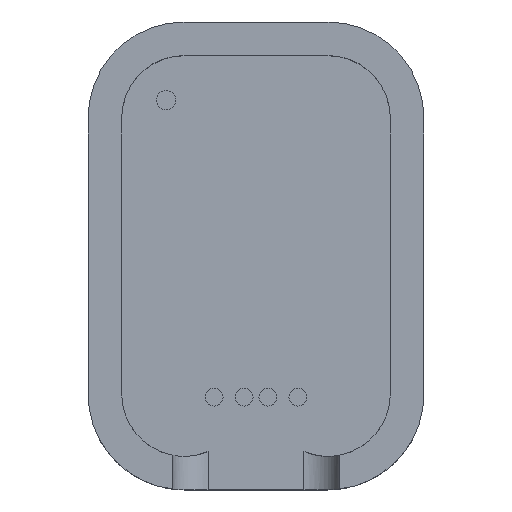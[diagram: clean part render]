
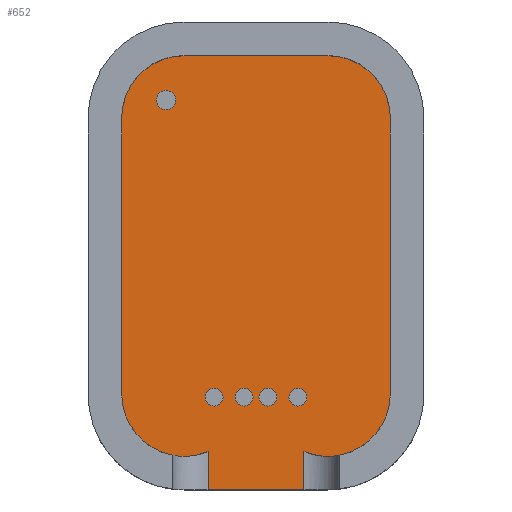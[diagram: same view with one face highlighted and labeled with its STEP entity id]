
A CAD part, top view. The second image highlights one B-rep face of the part: STEP entity #652.
In plain terms, the highlighted planar face has unit normal (0, 0, 1).
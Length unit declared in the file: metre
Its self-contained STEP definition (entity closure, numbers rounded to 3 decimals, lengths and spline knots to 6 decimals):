
#15=PLANE('',#720);
#37=LINE('',#1014,#91);
#43=LINE('',#1037,#97);
#55=LINE('',#1073,#109);
#56=LINE('',#1075,#110);
#57=LINE('',#1079,#111);
#58=LINE('',#1083,#112);
#59=LINE('',#1084,#113);
#60=LINE('',#1085,#114);
#61=LINE('',#1089,#115);
#62=LINE('',#1091,#116);
#91=VECTOR('',#795,1.);
#97=VECTOR('',#813,1.);
#109=VECTOR('',#843,1.);
#110=VECTOR('',#844,1.);
#111=VECTOR('',#847,1.);
#112=VECTOR('',#850,1.);
#113=VECTOR('',#851,1.);
#114=VECTOR('',#852,1.);
#115=VECTOR('',#855,1.);
#116=VECTOR('',#856,1.);
#189=ORIENTED_EDGE('',*,*,#354,.T.);
#190=ORIENTED_EDGE('',*,*,#373,.T.);
#191=ORIENTED_EDGE('',*,*,#374,.T.);
#192=ORIENTED_EDGE('',*,*,#375,.T.);
#193=ORIENTED_EDGE('',*,*,#376,.T.);
#194=ORIENTED_EDGE('',*,*,#377,.T.);
#195=ORIENTED_EDGE('',*,*,#378,.T.);
#196=ORIENTED_EDGE('',*,*,#343,.T.);
#197=ORIENTED_EDGE('',*,*,#379,.T.);
#198=ORIENTED_EDGE('',*,*,#332,.T.);
#199=ORIENTED_EDGE('',*,*,#380,.T.);
#200=ORIENTED_EDGE('',*,*,#381,.T.);
#201=ORIENTED_EDGE('',*,*,#382,.T.);
#202=ORIENTED_EDGE('',*,*,#383,.T.);
#203=ORIENTED_EDGE('',*,*,#384,.F.);
#204=ORIENTED_EDGE('',*,*,#385,.F.);
#205=ORIENTED_EDGE('',*,*,#386,.F.);
#206=ORIENTED_EDGE('',*,*,#387,.F.);
#207=ORIENTED_EDGE('',*,*,#388,.F.);
#332=EDGE_CURVE('',#426,#427,#492,.T.);
#343=EDGE_CURVE('',#437,#438,#37,.T.);
#354=EDGE_CURVE('',#448,#447,#43,.T.);
#373=EDGE_CURVE('',#447,#463,#55,.T.);
#374=EDGE_CURVE('',#463,#464,#56,.T.);
#375=EDGE_CURVE('',#464,#465,#508,.T.);
#376=EDGE_CURVE('',#465,#466,#57,.T.);
#377=EDGE_CURVE('',#466,#467,#509,.T.);
#378=EDGE_CURVE('',#467,#437,#58,.T.);
#379=EDGE_CURVE('',#438,#426,#59,.F.);
#380=EDGE_CURVE('',#427,#468,#60,.T.);
#381=EDGE_CURVE('',#468,#469,#510,.T.);
#382=EDGE_CURVE('',#469,#470,#61,.T.);
#383=EDGE_CURVE('',#470,#448,#62,.F.);
#384=EDGE_CURVE('',#471,#471,#511,.T.);
#385=EDGE_CURVE('',#472,#472,#512,.T.);
#386=EDGE_CURVE('',#473,#473,#513,.T.);
#387=EDGE_CURVE('',#474,#474,#514,.T.);
#388=EDGE_CURVE('',#475,#475,#515,.T.);
#426=VERTEX_POINT('',#983);
#427=VERTEX_POINT('',#984);
#437=VERTEX_POINT('',#1015);
#438=VERTEX_POINT('',#1016);
#447=VERTEX_POINT('',#1036);
#448=VERTEX_POINT('',#1038);
#463=VERTEX_POINT('',#1074);
#464=VERTEX_POINT('',#1076);
#465=VERTEX_POINT('',#1078);
#466=VERTEX_POINT('',#1080);
#467=VERTEX_POINT('',#1082);
#468=VERTEX_POINT('',#1086);
#469=VERTEX_POINT('',#1088);
#470=VERTEX_POINT('',#1090);
#471=VERTEX_POINT('',#1093);
#472=VERTEX_POINT('',#1095);
#473=VERTEX_POINT('',#1097);
#474=VERTEX_POINT('',#1099);
#475=VERTEX_POINT('',#1101);
#492=CIRCLE('',#700,0.0052);
#508=CIRCLE('',#721,0.0052);
#509=CIRCLE('',#722,0.0052);
#510=CIRCLE('',#723,0.0052);
#511=CIRCLE('',#724,0.00075);
#512=CIRCLE('',#725,0.00075);
#513=CIRCLE('',#726,0.00075);
#514=CIRCLE('',#727,0.00075);
#515=CIRCLE('',#728,0.0008);
#534=EDGE_LOOP('',(#189,#190,#191,#192,#193,#194,#195,#196,#197,#198,#199,
#200,#201,#202));
#535=EDGE_LOOP('',(#203));
#536=EDGE_LOOP('',(#204));
#537=EDGE_LOOP('',(#205));
#538=EDGE_LOOP('',(#206));
#539=EDGE_LOOP('',(#207));
#584=FACE_BOUND('',#534,.T.);
#585=FACE_BOUND('',#535,.T.);
#586=FACE_BOUND('',#536,.T.);
#587=FACE_BOUND('',#537,.T.);
#588=FACE_BOUND('',#538,.T.);
#589=FACE_BOUND('',#539,.T.);
#652=ADVANCED_FACE('',(#584,#585,#586,#587,#588,#589),#15,.T.);
#700=AXIS2_PLACEMENT_3D('',#982,#778,#779);
#720=AXIS2_PLACEMENT_3D('',#1072,#841,#842);
#721=AXIS2_PLACEMENT_3D('',#1077,#845,#846);
#722=AXIS2_PLACEMENT_3D('',#1081,#848,#849);
#723=AXIS2_PLACEMENT_3D('',#1087,#853,#854);
#724=AXIS2_PLACEMENT_3D('',#1092,#857,#858);
#725=AXIS2_PLACEMENT_3D('',#1094,#859,#860);
#726=AXIS2_PLACEMENT_3D('',#1096,#861,#862);
#727=AXIS2_PLACEMENT_3D('',#1098,#863,#864);
#728=AXIS2_PLACEMENT_3D('',#1100,#865,#866);
#778=DIRECTION('',(0.,0.,1.));
#779=DIRECTION('',(0.,-1.,0.));
#795=DIRECTION('',(1.,0.,0.));
#813=DIRECTION('',(-1.,0.,0.));
#841=DIRECTION('',(0.,0.,1.));
#842=DIRECTION('',(1.,0.,0.));
#843=DIRECTION('',(0.,-1.,0.));
#844=DIRECTION('',(-1.,0.,0.));
#845=DIRECTION('',(0.,0.,1.));
#846=DIRECTION('',(0.,1.,0.));
#847=DIRECTION('',(0.,-1.,0.));
#848=DIRECTION('',(0.,0.,1.));
#849=DIRECTION('',(-1.,0.,0.));
#850=DIRECTION('',(0.,-1.,0.));
#851=DIRECTION('',(0.,-1.,0.));
#852=DIRECTION('',(0.,1.,0.));
#853=DIRECTION('',(0.,0.,1.));
#854=DIRECTION('',(1.,0.,0.));
#855=DIRECTION('',(-1.,0.,0.));
#856=DIRECTION('',(0.,-1.,0.));
#857=DIRECTION('',(0.,0.,1.));
#858=DIRECTION('',(1.,0.,0.));
#859=DIRECTION('',(0.,0.,1.));
#860=DIRECTION('',(1.,0.,0.));
#861=DIRECTION('',(0.,0.,1.));
#862=DIRECTION('',(1.,0.,0.));
#863=DIRECTION('',(0.,0.,1.));
#864=DIRECTION('',(1.,0.,0.));
#865=DIRECTION('',(0.,0.,1.));
#866=DIRECTION('',(1.,0.,0.));
#982=CARTESIAN_POINT('',(0.006,-0.0115,0.));
#983=CARTESIAN_POINT('',(0.004,-0.0163,0.));
#984=CARTESIAN_POINT('',(0.0112,-0.0115,0.));
#1014=CARTESIAN_POINT('',(0.006,-0.0195,0.));
#1015=CARTESIAN_POINT('',(-0.004,-0.0195,0.));
#1016=CARTESIAN_POINT('',(0.004,-0.0195,0.));
#1036=CARTESIAN_POINT('',(-0.0035,0.0195,0.));
#1037=CARTESIAN_POINT('',(-0.006,0.0195,0.));
#1038=CARTESIAN_POINT('',(0.0035,0.0195,0.));
#1072=CARTESIAN_POINT('',(0.,0.,0.));
#1073=CARTESIAN_POINT('',(-0.0035,0.,0.));
#1074=CARTESIAN_POINT('',(-0.0035,0.0167,0.));
#1075=CARTESIAN_POINT('',(-0.006,0.0167,0.));
#1076=CARTESIAN_POINT('',(-0.006,0.0167,0.));
#1077=CARTESIAN_POINT('',(-0.006,0.0115,0.));
#1078=CARTESIAN_POINT('',(-0.0112,0.0115,0.));
#1079=CARTESIAN_POINT('',(-0.0112,-0.0115,0.));
#1080=CARTESIAN_POINT('',(-0.0112,-0.0115,0.));
#1081=CARTESIAN_POINT('',(-0.006,-0.0115,0.));
#1082=CARTESIAN_POINT('',(-0.004,-0.0163,0.));
#1083=CARTESIAN_POINT('',(-0.004,0.,0.));
#1084=CARTESIAN_POINT('',(0.004,-0.016603,0.));
#1085=CARTESIAN_POINT('',(0.0112,0.0115,0.));
#1086=CARTESIAN_POINT('',(0.0112,0.0115,0.));
#1087=CARTESIAN_POINT('',(0.006,0.0115,0.));
#1088=CARTESIAN_POINT('',(0.006,0.0167,0.));
#1089=CARTESIAN_POINT('',(-0.006,0.0167,0.));
#1090=CARTESIAN_POINT('',(0.0035,0.0167,0.));
#1091=CARTESIAN_POINT('',(0.0035,0.0195,0.));
#1092=CARTESIAN_POINT('',(0.0035,-0.011763,0.));
#1093=CARTESIAN_POINT('',(0.00425,-0.011763,0.));
#1094=CARTESIAN_POINT('',(0.001,-0.011763,0.));
#1095=CARTESIAN_POINT('',(0.00175,-0.011763,0.));
#1096=CARTESIAN_POINT('',(-0.001,-0.011763,0.));
#1097=CARTESIAN_POINT('',(-0.00025,-0.011763,0.));
#1098=CARTESIAN_POINT('',(-0.0035,-0.011763,0.));
#1099=CARTESIAN_POINT('',(-0.00275,-0.011763,0.));
#1100=CARTESIAN_POINT('',(-0.0075,0.013,0.));
#1101=CARTESIAN_POINT('',(-0.0067,0.013,0.));
